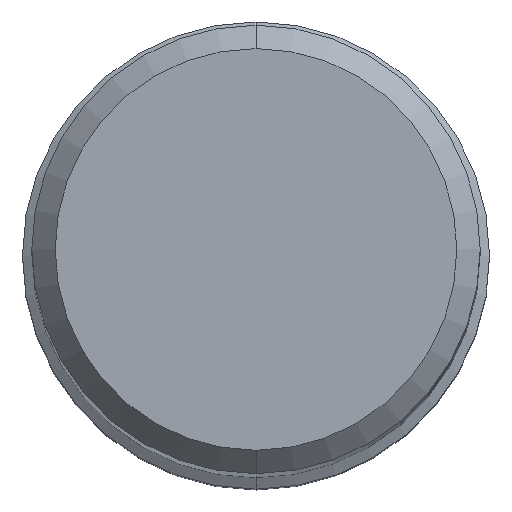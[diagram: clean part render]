
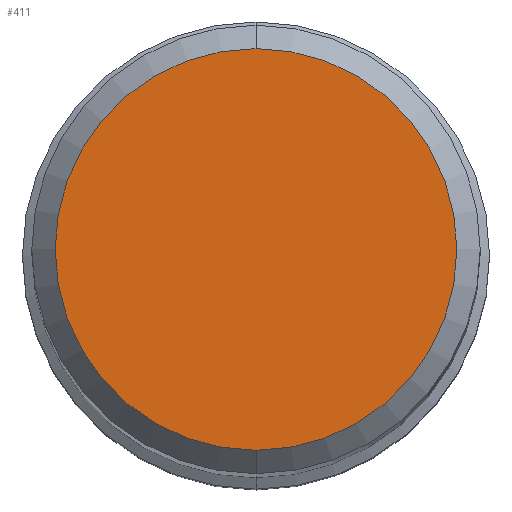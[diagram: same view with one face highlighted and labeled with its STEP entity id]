
A CAD part, top view. The second image highlights one B-rep face of the part: STEP entity #411.
In plain terms, the highlighted planar face has unit normal (0, 0, 1).
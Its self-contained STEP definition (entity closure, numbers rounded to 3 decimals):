
#251=EDGE_CURVE('',#561,#517,#644,.T.);
#403=EDGE_CURVE('',#517,#561,#807,.T.);
#411=ADVANCED_FACE('',(#815),#816,.T.);
#517=VERTEX_POINT('',#937);
#561=VERTEX_POINT('',#989);
#644=CIRCLE('',#1115,4.3);
#807=CIRCLE('',#1426,4.3);
#815=FACE_OUTER_BOUND('',#1436,.T.);
#816=PLANE('',#1437);
#937=CARTESIAN_POINT('',(0.0,4.3,0.0));
#989=CARTESIAN_POINT('',(0.,-4.3,0.0));
#1115=AXIS2_PLACEMENT_3D('',#1860,#1861,#1862);
#1426=AXIS2_PLACEMENT_3D('',#2028,#2029,#2030);
#1436=EDGE_LOOP('',(#2033,#2034));
#1437=AXIS2_PLACEMENT_3D('',#2035,#2036,#2037);
#1860=CARTESIAN_POINT('',(0.0,0.0,0.0));
#1861=DIRECTION('',(0.0,0.0,-1.0));
#1862=DIRECTION('',(0.0,1.0,0.0));
#2028=CARTESIAN_POINT('',(0.0,0.0,0.0));
#2029=DIRECTION('',(0.0,0.0,-1.0));
#2030=DIRECTION('',(0.0,1.0,0.0));
#2033=ORIENTED_EDGE('',*,*,#403,.F.);
#2034=ORIENTED_EDGE('',*,*,#251,.F.);
#2035=CARTESIAN_POINT('',(0.0,2.15,0.0));
#2036=DIRECTION('',(-0.0,0.0,1.0));
#2037=DIRECTION('',(0.0,-1.0,0.0));
